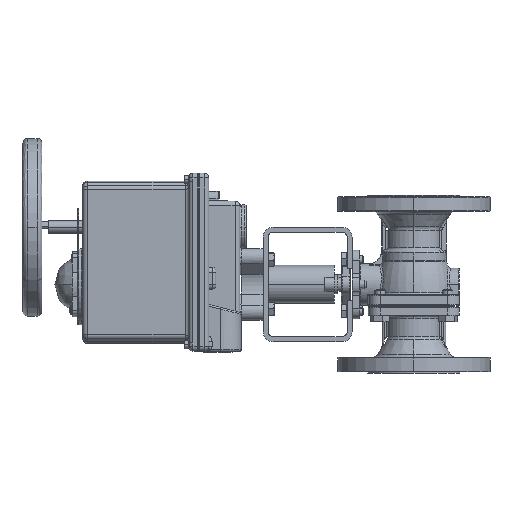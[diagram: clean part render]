
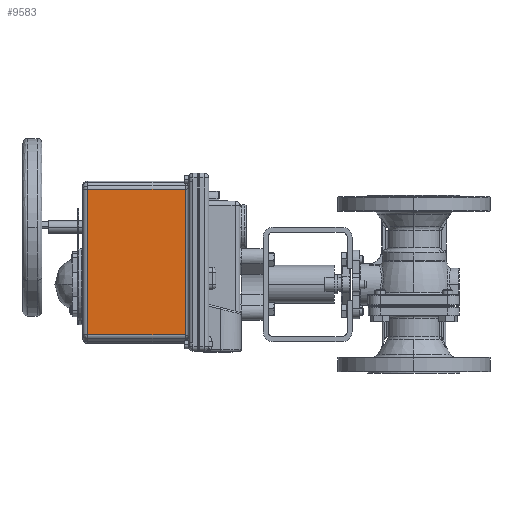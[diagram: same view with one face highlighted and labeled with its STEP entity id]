
A CAD part, left-side view. The second image highlights one B-rep face of the part: STEP entity #9583.
In plain terms, the highlighted planar face has unit normal (-1, 0, 0).
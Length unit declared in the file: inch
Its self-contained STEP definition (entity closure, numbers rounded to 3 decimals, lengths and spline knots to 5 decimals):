
#622 = DIRECTION ( 'NONE',  ( 0., 0., 1. ) ) ;
#1418 = DIRECTION ( 'NONE',  ( 0., 0., 1. ) ) ;
#2148 = LINE ( 'NONE', #8047, #10778 ) ;
#2323 = EDGE_CURVE ( 'NONE', #11005, #9859, #5704, .T. ) ;
#2938 = CARTESIAN_POINT ( 'NONE',  ( -4.315, 13.0195, 3.73733 ) ) ;
#4791 = ORIENTED_EDGE ( 'NONE', *, *, #37759, .F. ) ;
#5704 = LINE ( 'NONE', #35507, #43964 ) ;
#6632 = DIRECTION ( 'NONE',  ( 0., -1., 0. ) ) ;
#8047 = CARTESIAN_POINT ( 'NONE',  ( -4.315, 8.9895, -2.315 ) ) ;
#9583 = ADVANCED_FACE ( 'NONE', ( #42211 ), #14084, .F. ) ;
#9859 = VERTEX_POINT ( 'NONE', #24826 ) ;
#10778 = VECTOR ( 'NONE', #622, 39.37008 ) ;
#11005 = VERTEX_POINT ( 'NONE', #27179 ) ;
#14084 = PLANE ( 'NONE',  #31372 ) ;
#19103 = ORIENTED_EDGE ( 'NONE', *, *, #39669, .T. ) ;
#21687 = CARTESIAN_POINT ( 'NONE',  ( -4.315, 8.9895, 3.73733 ) ) ;
#23590 = LINE ( 'NONE', #2938, #42297 ) ;
#24826 = CARTESIAN_POINT ( 'NONE',  ( -4.315, 12.832, -1.98733 ) ) ;
#26064 = ORIENTED_EDGE ( 'NONE', *, *, #2323, .F. ) ;
#26938 = LINE ( 'NONE', #38279, #45757 ) ;
#27179 = CARTESIAN_POINT ( 'NONE',  ( -4.315, 8.9895, -1.98733 ) ) ;
#31329 = CARTESIAN_POINT ( 'NONE',  ( -4.315, 12.832, 3.73733 ) ) ;
#31372 = AXIS2_PLACEMENT_3D ( 'NONE', #31830, #33451, #34399 ) ;
#31666 = ORIENTED_EDGE ( 'NONE', *, *, #46504, .F. ) ;
#31830 = CARTESIAN_POINT ( 'NONE',  ( -4.315, 13.0195, -2.315 ) ) ;
#33451 = DIRECTION ( 'NONE',  ( 1., 0., 0. ) ) ;
#34399 = DIRECTION ( 'NONE',  ( 0., 0., -1. ) ) ;
#35226 = DIRECTION ( 'NONE',  ( 0., 1., 0. ) ) ;
#35507 = CARTESIAN_POINT ( 'NONE',  ( -4.315, 13.0195, -1.98733 ) ) ;
#37759 = EDGE_CURVE ( 'NONE', #9859, #40919, #26938, .T. ) ;
#38279 = CARTESIAN_POINT ( 'NONE',  ( -4.315, 12.832, -2.315 ) ) ;
#39669 = EDGE_CURVE ( 'NONE', #11005, #41628, #2148, .T. ) ;
#39895 = EDGE_LOOP ( 'NONE', ( #26064, #19103, #31666, #4791 ) ) ;
#40919 = VERTEX_POINT ( 'NONE', #31329 ) ;
#41628 = VERTEX_POINT ( 'NONE', #21687 ) ;
#42211 = FACE_OUTER_BOUND ( 'NONE', #39895, .T. ) ;
#42297 = VECTOR ( 'NONE', #6632, 39.37008 ) ;
#43964 = VECTOR ( 'NONE', #35226, 39.37008 ) ;
#45757 = VECTOR ( 'NONE', #1418, 39.37008 ) ;
#46504 = EDGE_CURVE ( 'NONE', #40919, #41628, #23590, .T. ) ;
